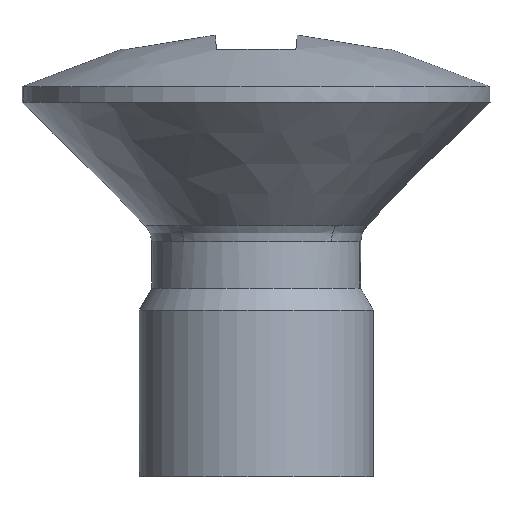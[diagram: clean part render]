
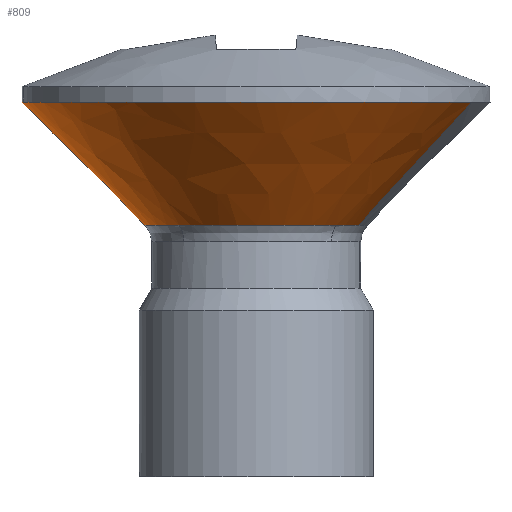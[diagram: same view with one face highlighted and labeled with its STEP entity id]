
A CAD part, left-side view. The second image highlights one B-rep face of the part: STEP entity #809.
In plain terms, the highlighted free-form (B-spline) face has degree [2, 1] with [5, 2] control points.
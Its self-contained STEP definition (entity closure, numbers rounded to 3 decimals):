
#588=CARTESIAN_POINT('',(-2.357,-5.518,-0.4));
#589=VERTEX_POINT('',#588);
#605=CARTESIAN_POINT('',(-1.12,-2.622,-3.549));
#606=VERTEX_POINT('',#605);
#607=CARTESIAN_POINT('',(-1.12,-2.622,-3.549));
#608=CARTESIAN_POINT('',(-2.357,-5.518,-0.4));
#609=QUASI_UNIFORM_CURVE('',1,(#607,#608),.UNSPECIFIED.,.F.,.U.);
#610=EDGE_CURVE('',#606,#589,#609,.T.);
#629=CARTESIAN_POINT('',(0.81,2.733,-3.549));
#630=VERTEX_POINT('',#629);
#644=CARTESIAN_POINT('',(1.704,5.753,-0.4));
#645=VERTEX_POINT('',#644);
#646=CARTESIAN_POINT('',(0.81,2.733,-3.549));
#647=CARTESIAN_POINT('',(1.704,5.753,-0.4));
#648=QUASI_UNIFORM_CURVE('',1,(#646,#647),.UNSPECIFIED.,.F.,.U.);
#649=EDGE_CURVE('',#630,#645,#648,.T.);
#682=CARTESIAN_POINT('',(0.787,2.658,-3.628));
#683=CARTESIAN_POINT('',(-1.871,3.445,-3.628));
#684=CARTESIAN_POINT('',(-2.658,0.787,-3.628));
#685=CARTESIAN_POINT('',(-3.359,-1.579,-3.628));
#686=CARTESIAN_POINT('',(-1.089,-2.549,-3.628));
#687=CARTESIAN_POINT('',(1.727,5.83,-0.319));
#688=CARTESIAN_POINT('',(-4.103,7.557,-0.319));
#689=CARTESIAN_POINT('',(-5.83,1.727,-0.319));
#690=CARTESIAN_POINT('',(-7.368,-3.465,-0.319));
#691=CARTESIAN_POINT('',(-2.389,-5.592,-0.319));
#699=(BOUNDED_SURFACE()B_SPLINE_SURFACE(2,1,((#682,#687),(#683,#688),(#684,#689),(#685,#690),(#686,#691)),.UNSPECIFIED.,.F.,.F.,.U.)B_SPLINE_SURFACE_WITH_KNOTS((3,2,3),(2,2),(0.0,10.075,19.344),(0.0,4.679),.UNSPECIFIED.)GEOMETRIC_REPRESENTATION_ITEM()RATIONAL_B_SPLINE_SURFACE(((1.0,1.0),(0.707,0.707),(1.0,1.0),(0.731,0.731),(0.957,0.957)))REPRESENTATION_ITEM('')SURFACE());
#700=CARTESIAN_POINT('',(-6.0,0.0,-0.4));
#701=VERTEX_POINT('',#700);
#702=CARTESIAN_POINT('',(-2.357,-5.518,-0.4));
#703=CARTESIAN_POINT('',(-6.0,-3.962,-0.4));
#704=CARTESIAN_POINT('',(-6.0,0.0,-0.4));
#712=(BOUNDED_CURVE()B_SPLINE_CURVE(2,(#702,#703,#704),.UNSPECIFIED.,.F.,.U.)B_SPLINE_CURVE_WITH_KNOTS((3,3),(0.817,1.0),.UNSPECIFIED.)CURVE()GEOMETRIC_REPRESENTATION_ITEM()RATIONAL_B_SPLINE_CURVE((0.885,0.785,1.0))REPRESENTATION_ITEM(''));
#713=EDGE_CURVE('',#589,#701,#712,.T.);
#714=ORIENTED_EDGE('',*,*,#713,.T.);
#715=CARTESIAN_POINT('',(-0.708,5.958,-0.4));
#716=VERTEX_POINT('',#715);
#717=CARTESIAN_POINT('',(-6.0,0.0,-0.4));
#718=CARTESIAN_POINT('',(-6.0,5.329,-0.4));
#719=CARTESIAN_POINT('',(-0.708,5.958,-0.4));
#727=(BOUNDED_CURVE()B_SPLINE_CURVE(2,(#717,#718,#719),.UNSPECIFIED.,.F.,.U.)B_SPLINE_CURVE_WITH_KNOTS((3,3),(0.0,0.23),.UNSPECIFIED.)CURVE()GEOMETRIC_REPRESENTATION_ITEM()RATIONAL_B_SPLINE_CURVE((1.0,0.731,0.956))REPRESENTATION_ITEM(''));
#728=EDGE_CURVE('',#701,#716,#727,.T.);
#729=ORIENTED_EDGE('',*,*,#728,.T.);
#730=CARTESIAN_POINT('',(-0.708,5.958,-0.4));
#731=CARTESIAN_POINT('',(-0.355,6.,-0.4));
#732=CARTESIAN_POINT('',(0.0,6.0,-0.4));
#733=CARTESIAN_POINT('',(0.87,6.0,-0.4));
#734=CARTESIAN_POINT('',(1.704,5.753,-0.4));
#742=(BOUNDED_CURVE()B_SPLINE_CURVE(2,(#730,#731,#732,#733,#734),.UNSPECIFIED.,.F.,.U.)B_SPLINE_CURVE_WITH_KNOTS((3,2,3),(0.23,0.25,0.298),.UNSPECIFIED.)CURVE()GEOMETRIC_REPRESENTATION_ITEM()RATIONAL_B_SPLINE_CURVE((0.956,0.976,1.0,0.943,0.909))REPRESENTATION_ITEM(''));
#743=EDGE_CURVE('',#716,#645,#742,.T.);
#744=ORIENTED_EDGE('',*,*,#743,.T.);
#745=ORIENTED_EDGE('',*,*,#649,.F.);
#746=CARTESIAN_POINT('',(-2.053,1.977,-3.549));
#747=VERTEX_POINT('',#746);
#748=CARTESIAN_POINT('',(-2.053,1.977,-3.549));
#749=CARTESIAN_POINT('',(-1.212,2.851,-3.549));
#750=CARTESIAN_POINT('',(0.0,2.851,-3.549));
#751=CARTESIAN_POINT('',(0.413,2.851,-3.549));
#752=CARTESIAN_POINT('',(0.81,2.733,-3.549));
#760=(BOUNDED_CURVE()B_SPLINE_CURVE(2,(#748,#749,#750,#751,#752),.UNSPECIFIED.,.F.,.U.)B_SPLINE_CURVE_WITH_KNOTS((3,2,3),(0.122,0.25,0.298),.UNSPECIFIED.)CURVE()GEOMETRIC_REPRESENTATION_ITEM()RATIONAL_B_SPLINE_CURVE((0.854,0.85,1.0,0.943,0.909))REPRESENTATION_ITEM(''));
#761=EDGE_CURVE('',#747,#630,#760,.T.);
#762=ORIENTED_EDGE('',*,*,#761,.F.);
#763=CARTESIAN_POINT('',(-2.851,0.0,-3.549));
#764=VERTEX_POINT('',#763);
#765=CARTESIAN_POINT('',(-2.851,0.0,-3.549));
#766=CARTESIAN_POINT('',(-2.851,1.149,-3.549));
#767=CARTESIAN_POINT('',(-2.053,1.977,-3.549));
#775=(BOUNDED_CURVE()B_SPLINE_CURVE(2,(#765,#766,#767),.UNSPECIFIED.,.F.,.U.)B_SPLINE_CURVE_WITH_KNOTS((3,3),(0.0,0.122),.UNSPECIFIED.)CURVE()GEOMETRIC_REPRESENTATION_ITEM()RATIONAL_B_SPLINE_CURVE((1.0,0.857,0.854))REPRESENTATION_ITEM(''));
#776=EDGE_CURVE('',#764,#747,#775,.T.);
#777=ORIENTED_EDGE('',*,*,#776,.F.);
#778=CARTESIAN_POINT('',(-1.977,-2.053,-3.549));
#779=VERTEX_POINT('',#778);
#780=CARTESIAN_POINT('',(-1.977,-2.053,-3.549));
#781=CARTESIAN_POINT('',(-2.851,-1.212,-3.549));
#782=CARTESIAN_POINT('',(-2.851,0.0,-3.549));
#790=(BOUNDED_CURVE()B_SPLINE_CURVE(2,(#780,#781,#782),.UNSPECIFIED.,.F.,.U.)B_SPLINE_CURVE_WITH_KNOTS((3,3),(0.872,1.0),.UNSPECIFIED.)CURVE()GEOMETRIC_REPRESENTATION_ITEM()RATIONAL_B_SPLINE_CURVE((0.854,0.85,1.0))REPRESENTATION_ITEM(''));
#791=EDGE_CURVE('',#779,#764,#790,.T.);
#792=ORIENTED_EDGE('',*,*,#791,.F.);
#793=CARTESIAN_POINT('',(-1.12,-2.622,-3.549));
#794=CARTESIAN_POINT('',(-1.601,-2.416,-3.549));
#795=CARTESIAN_POINT('',(-1.977,-2.053,-3.549));
#803=(BOUNDED_CURVE()B_SPLINE_CURVE(2,(#793,#794,#795),.UNSPECIFIED.,.F.,.U.)B_SPLINE_CURVE_WITH_KNOTS((3,3),(0.817,0.872),.UNSPECIFIED.)CURVE()GEOMETRIC_REPRESENTATION_ITEM()RATIONAL_B_SPLINE_CURVE((0.885,0.855,0.854))REPRESENTATION_ITEM(''));
#804=EDGE_CURVE('',#606,#779,#803,.T.);
#805=ORIENTED_EDGE('',*,*,#804,.F.);
#806=ORIENTED_EDGE('',*,*,#610,.T.);
#807=EDGE_LOOP('',(#714,#729,#744,#745,#762,#777,#792,#805,#806));
#808=FACE_OUTER_BOUND('',#807,.T.);
#809=ADVANCED_FACE('',(#808),#699,.T.);
